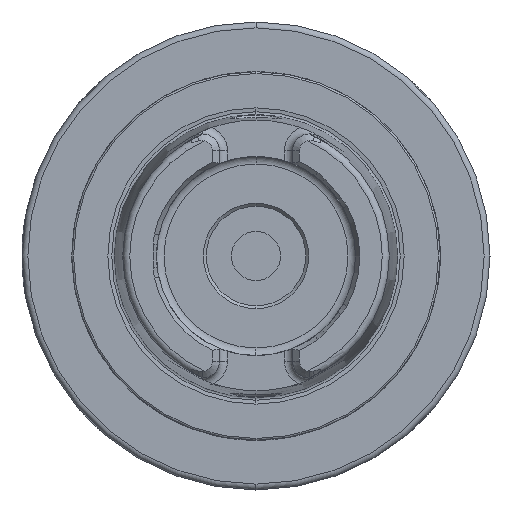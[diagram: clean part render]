
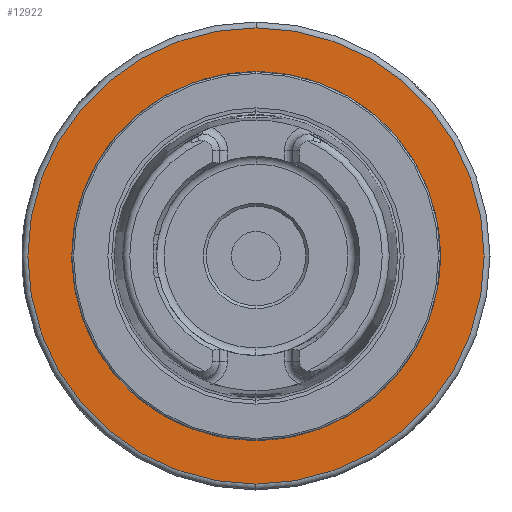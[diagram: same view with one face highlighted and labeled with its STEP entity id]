
A CAD part, left-side view. The second image highlights one B-rep face of the part: STEP entity #12922.
In plain terms, the highlighted planar face has unit normal (-1, 0, 0).
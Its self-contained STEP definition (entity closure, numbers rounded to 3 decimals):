
#87 = CIRCLE ( 'NONE', #5800, 39. ) ;
#188 = CIRCLE ( 'NONE', #9433, 27. ) ;
#1388 = EDGE_LOOP ( 'NONE', ( #3973, #12205 ) ) ;
#1760 = DIRECTION ( 'NONE',  ( 0., 0., 1. ) ) ;
#2135 = ORIENTED_EDGE ( 'NONE', *, *, #2755, .F. ) ;
#2299 = VERTEX_POINT ( 'NONE', #6582 ) ;
#2511 = AXIS2_PLACEMENT_3D ( 'NONE', #8998, #11145, #11187 ) ;
#2755 = EDGE_CURVE ( 'NONE', #7835, #2299, #188, .T. ) ;
#3442 = DIRECTION ( 'NONE',  ( 1., 0., 0. ) ) ;
#3973 = ORIENTED_EDGE ( 'NONE', *, *, #6016, .T. ) ;
#5054 = VERTEX_POINT ( 'NONE', #9186 ) ;
#5421 = CIRCLE ( 'NONE', #2511, 39. ) ;
#5649 = FACE_OUTER_BOUND ( 'NONE', #1388, .T. ) ;
#5760 = DIRECTION ( 'NONE',  ( 0., 0., -1. ) ) ;
#5800 = AXIS2_PLACEMENT_3D ( 'NONE', #9820, #12054, #10917 ) ;
#6016 = EDGE_CURVE ( 'NONE', #7211, #5054, #5421, .T. ) ;
#6582 = CARTESIAN_POINT ( 'NONE',  ( 42., 0., 27. ) ) ;
#6845 = ORIENTED_EDGE ( 'NONE', *, *, #7545, .F. ) ;
#7211 = VERTEX_POINT ( 'NONE', #12537 ) ;
#7408 = FACE_BOUND ( 'NONE', #13328, .T. ) ;
#7439 = CARTESIAN_POINT ( 'NONE',  ( 42., 0., 0. ) ) ;
#7447 = CARTESIAN_POINT ( 'NONE',  ( 42., 0., 0. ) ) ;
#7545 = EDGE_CURVE ( 'NONE', #2299, #7835, #13292, .T. ) ;
#7835 = VERTEX_POINT ( 'NONE', #13527 ) ;
#8998 = CARTESIAN_POINT ( 'NONE',  ( 42., 0., 0. ) ) ;
#9186 = CARTESIAN_POINT ( 'NONE',  ( 42., 0., -39. ) ) ;
#9322 = AXIS2_PLACEMENT_3D ( 'NONE', #7447, #11851, #11738 ) ;
#9433 = AXIS2_PLACEMENT_3D ( 'NONE', #7439, #14084, #1760 ) ;
#9457 = EDGE_CURVE ( 'NONE', #5054, #7211, #87, .T. ) ;
#9820 = CARTESIAN_POINT ( 'NONE',  ( 42., 0., 0. ) ) ;
#10161 = PLANE ( 'NONE',  #10588 ) ;
#10588 = AXIS2_PLACEMENT_3D ( 'NONE', #13517, #3442, #5760 ) ;
#10917 = DIRECTION ( 'NONE',  ( 0., 0., 1. ) ) ;
#11145 = DIRECTION ( 'NONE',  ( -1., 0., 0. ) ) ;
#11187 = DIRECTION ( 'NONE',  ( 0., 0., 1. ) ) ;
#11738 = DIRECTION ( 'NONE',  ( 0., 0., 1. ) ) ;
#11851 = DIRECTION ( 'NONE',  ( -1., 0., 0. ) ) ;
#12054 = DIRECTION ( 'NONE',  ( -1., 0., 0. ) ) ;
#12205 = ORIENTED_EDGE ( 'NONE', *, *, #9457, .T. ) ;
#12537 = CARTESIAN_POINT ( 'NONE',  ( 42., 0., 39. ) ) ;
#12922 = ADVANCED_FACE ( 'NONE', ( #7408, #5649 ), #10161, .F. ) ;
#13292 = CIRCLE ( 'NONE', #9322, 27. ) ;
#13328 = EDGE_LOOP ( 'NONE', ( #6845, #2135 ) ) ;
#13517 = CARTESIAN_POINT ( 'NONE',  ( 42., 27., 0. ) ) ;
#13527 = CARTESIAN_POINT ( 'NONE',  ( 42., 0., -27. ) ) ;
#14084 = DIRECTION ( 'NONE',  ( -1., 0., 0. ) ) ;
